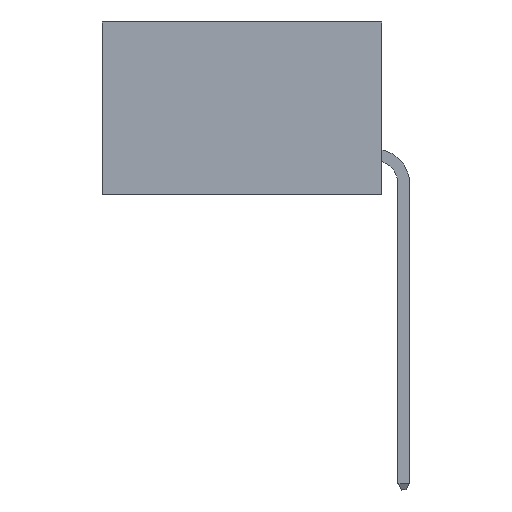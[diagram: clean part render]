
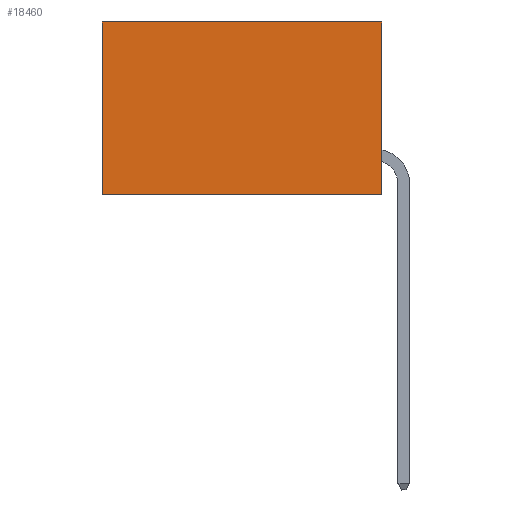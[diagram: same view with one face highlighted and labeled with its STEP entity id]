
A CAD part, left-side view. The second image highlights one B-rep face of the part: STEP entity #18460.
In plain terms, the highlighted planar face has unit normal (-1, 0, 0).
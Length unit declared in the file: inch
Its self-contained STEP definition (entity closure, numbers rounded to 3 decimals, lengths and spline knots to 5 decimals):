
#753 = LINE ( 'NONE', #6548, #14703 ) ;
#1015 = CARTESIAN_POINT ( 'NONE',  ( 0.2875, 0.6, -0.37 ) ) ;
#1398 = EDGE_CURVE ( 'NONE', #5050, #11171, #12374, .T. ) ;
#1986 = LINE ( 'NONE', #8283, #12378 ) ;
#2971 = CARTESIAN_POINT ( 'NONE',  ( 0.2875, 0.6, 0. ) ) ;
#3123 = DIRECTION ( 'NONE',  ( 0., 0., -1. ) ) ;
#3246 = VECTOR ( 'NONE', #22713, 39.37008 ) ;
#3460 = CARTESIAN_POINT ( 'NONE',  ( 0.2875, 0., 0. ) ) ;
#4729 = VERTEX_POINT ( 'NONE', #3460 ) ;
#5050 = VERTEX_POINT ( 'NONE', #22158 ) ;
#5875 = EDGE_LOOP ( 'NONE', ( #15948, #7367, #16526, #6567 ) ) ;
#6548 = CARTESIAN_POINT ( 'NONE',  ( 0.2875, 0., 0. ) ) ;
#6567 = ORIENTED_EDGE ( 'NONE', *, *, #12315, .T. ) ;
#6630 = DIRECTION ( 'NONE',  ( 1., 0., 0. ) ) ;
#6698 = DIRECTION ( 'NONE',  ( 0., 0., -1. ) ) ;
#7298 = DIRECTION ( 'NONE',  ( 0., 0., -1. ) ) ;
#7367 = ORIENTED_EDGE ( 'NONE', *, *, #16709, .F. ) ;
#8283 = CARTESIAN_POINT ( 'NONE',  ( 0.2875, 0., 0. ) ) ;
#8805 = VECTOR ( 'NONE', #3123, 39.37008 ) ;
#11171 = VERTEX_POINT ( 'NONE', #1015 ) ;
#11378 = FACE_OUTER_BOUND ( 'NONE', #5875, .T. ) ;
#11738 = VERTEX_POINT ( 'NONE', #16989 ) ;
#11756 = PLANE ( 'NONE',  #14512 ) ;
#12315 = EDGE_CURVE ( 'NONE', #4729, #5050, #753, .T. ) ;
#12374 = LINE ( 'NONE', #2971, #8805 ) ;
#12378 = VECTOR ( 'NONE', #6698, 39.37008 ) ;
#13939 = EDGE_CURVE ( 'NONE', #4729, #11738, #1986, .T. ) ;
#14512 = AXIS2_PLACEMENT_3D ( 'NONE', #22399, #6630, #7298 ) ;
#14703 = VECTOR ( 'NONE', #18580, 39.37008 ) ;
#15797 = LINE ( 'NONE', #20822, #3246 ) ;
#15948 = ORIENTED_EDGE ( 'NONE', *, *, #1398, .T. ) ;
#16526 = ORIENTED_EDGE ( 'NONE', *, *, #13939, .F. ) ;
#16709 = EDGE_CURVE ( 'NONE', #11738, #11171, #15797, .T. ) ;
#16989 = CARTESIAN_POINT ( 'NONE',  ( 0.2875, 0., -0.37 ) ) ;
#18460 = ADVANCED_FACE ( 'NONE', ( #11378 ), #11756, .F. ) ;
#18580 = DIRECTION ( 'NONE',  ( 0., 1., 0. ) ) ;
#20822 = CARTESIAN_POINT ( 'NONE',  ( 0.2875, 0., -0.37 ) ) ;
#22158 = CARTESIAN_POINT ( 'NONE',  ( 0.2875, 0.6, 0. ) ) ;
#22399 = CARTESIAN_POINT ( 'NONE',  ( 0.2875, 0., 0. ) ) ;
#22713 = DIRECTION ( 'NONE',  ( 0., 1., 0. ) ) ;
